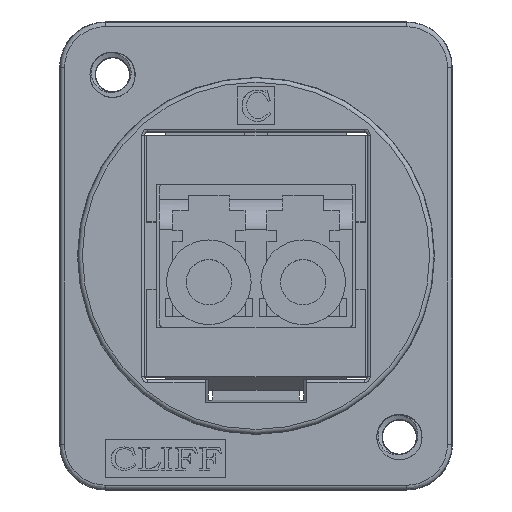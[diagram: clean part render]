
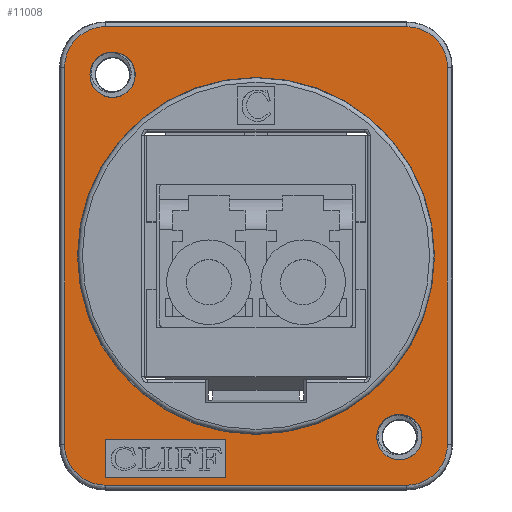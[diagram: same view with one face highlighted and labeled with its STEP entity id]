
A CAD part, top view. The second image highlights one B-rep face of the part: STEP entity #11008.
In plain terms, the highlighted planar face has unit normal (0, 0, 1).
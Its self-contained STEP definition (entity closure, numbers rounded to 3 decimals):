
#297=ELLIPSE('',#11716,2.7,2.7);
#298=ELLIPSE('',#11717,2.7,2.7);
#299=ELLIPSE('',#11718,2.7,2.7);
#300=ELLIPSE('',#11719,2.7,2.7);
#342=FACE_BOUND('',#1802,.T.);
#343=FACE_BOUND('',#1803,.T.);
#344=FACE_BOUND('',#1804,.T.);
#345=FACE_BOUND('',#1805,.T.);
#702=PLANE('',#11715);
#1218=FACE_OUTER_BOUND('',#1801,.T.);
#1801=EDGE_LOOP('',(#9494,#9495,#9496,#9497,#9498,#9499,#9500,#9501));
#1802=EDGE_LOOP('',(#9502));
#1803=EDGE_LOOP('',(#9503));
#1804=EDGE_LOOP('',(#9504,#9505,#9506,#9507));
#1805=EDGE_LOOP('',(#9508));
#2942=LINE('',#18306,#4050);
#2946=LINE('',#18314,#4054);
#2949=LINE('',#18320,#4057);
#2952=LINE('',#18325,#4060);
#2978=LINE('',#18414,#4086);
#2979=LINE('',#18418,#4087);
#2980=LINE('',#18422,#4088);
#2981=LINE('',#18425,#4089);
#4050=VECTOR('',#14003,2.5);
#4054=VECTOR('',#14009,8.);
#4057=VECTOR('',#14014,2.5);
#4060=VECTOR('',#14019,8.);
#4086=VECTOR('',#14099,24.965);
#4087=VECTOR('',#14102,19.965);
#4088=VECTOR('',#14105,24.965);
#4089=VECTOR('',#14108,19.965);
#4130=CIRCLE('',#11136,1.5);
#4132=CIRCLE('',#11139,1.5);
#4225=CIRCLE('',#11505,11.823);
#4338=VERTEX_POINT('',#14444);
#4340=VERTEX_POINT('',#14450);
#4879=VERTEX_POINT('',#16214);
#5195=VERTEX_POINT('',#18304);
#5196=VERTEX_POINT('',#18305);
#5199=VERTEX_POINT('',#18313);
#5201=VERTEX_POINT('',#18319);
#5223=VERTEX_POINT('',#18410);
#5224=VERTEX_POINT('',#18411);
#5225=VERTEX_POINT('',#18413);
#5226=VERTEX_POINT('',#18415);
#5227=VERTEX_POINT('',#18417);
#5228=VERTEX_POINT('',#18419);
#5229=VERTEX_POINT('',#18421);
#5230=VERTEX_POINT('',#18423);
#5333=EDGE_CURVE('',#4338,#4338,#4130,.T.);
#5336=EDGE_CURVE('',#4340,#4340,#4132,.T.);
#6137=EDGE_CURVE('',#4879,#4879,#4225,.T.);
#6637=EDGE_CURVE('',#5195,#5196,#2942,.T.);
#6641=EDGE_CURVE('',#5199,#5195,#2946,.T.);
#6644=EDGE_CURVE('',#5201,#5199,#2949,.T.);
#6647=EDGE_CURVE('',#5196,#5201,#2952,.T.);
#6686=EDGE_CURVE('',#5223,#5224,#297,.T.);
#6687=EDGE_CURVE('',#5225,#5223,#2978,.T.);
#6688=EDGE_CURVE('',#5226,#5225,#298,.T.);
#6689=EDGE_CURVE('',#5227,#5226,#2979,.T.);
#6690=EDGE_CURVE('',#5228,#5227,#299,.T.);
#6691=EDGE_CURVE('',#5229,#5228,#2980,.T.);
#6692=EDGE_CURVE('',#5230,#5229,#300,.T.);
#6693=EDGE_CURVE('',#5224,#5230,#2981,.T.);
#9494=ORIENTED_EDGE('',*,*,#6686,.F.);
#9495=ORIENTED_EDGE('',*,*,#6687,.F.);
#9496=ORIENTED_EDGE('',*,*,#6688,.F.);
#9497=ORIENTED_EDGE('',*,*,#6689,.F.);
#9498=ORIENTED_EDGE('',*,*,#6690,.F.);
#9499=ORIENTED_EDGE('',*,*,#6691,.F.);
#9500=ORIENTED_EDGE('',*,*,#6692,.F.);
#9501=ORIENTED_EDGE('',*,*,#6693,.F.);
#9502=ORIENTED_EDGE('',*,*,#5333,.T.);
#9503=ORIENTED_EDGE('',*,*,#5336,.T.);
#9504=ORIENTED_EDGE('',*,*,#6637,.T.);
#9505=ORIENTED_EDGE('',*,*,#6647,.T.);
#9506=ORIENTED_EDGE('',*,*,#6644,.T.);
#9507=ORIENTED_EDGE('',*,*,#6641,.T.);
#9508=ORIENTED_EDGE('',*,*,#6137,.T.);
#11008=ADVANCED_FACE('',(#1218,#342,#343,#344,#345),#702,.T.);
#11136=AXIS2_PLACEMENT_3D('',#14446,#11873,#11874);
#11139=AXIS2_PLACEMENT_3D('',#14452,#11880,#11881);
#11505=AXIS2_PLACEMENT_3D('',#16215,#13296,#13297);
#11715=AXIS2_PLACEMENT_3D('',#18409,#14095,#14096);
#11716=AXIS2_PLACEMENT_3D('',#18412,#14097,#14098);
#11717=AXIS2_PLACEMENT_3D('',#18416,#14100,#14101);
#11718=AXIS2_PLACEMENT_3D('',#18420,#14103,#14104);
#11719=AXIS2_PLACEMENT_3D('',#18424,#14106,#14107);
#11873=DIRECTION('center_axis',(0.,0.,
-1.));
#11874=DIRECTION('ref_axis',(-1.,0.,0.));
#11880=DIRECTION('center_axis',(0.,0.,
-1.));
#11881=DIRECTION('ref_axis',(-1.,0.,0.));
#13296=DIRECTION('center_axis',(0.,0.,
-1.));
#13297=DIRECTION('ref_axis',(-1.,0.,0.));
#14003=DIRECTION('',(0.,1.,0.));
#14009=DIRECTION('',(-1.,0.,0.));
#14014=DIRECTION('',(0.,-1.,0.));
#14019=DIRECTION('',(1.,0.,0.));
#14095=DIRECTION('center_axis',(0.,0.,
1.));
#14096=DIRECTION('ref_axis',(1.,0.,0.));
#14097=DIRECTION('center_axis',(0.,0.,
-1.));
#14098=DIRECTION('ref_axis',(-0.707,0.707,0.));
#14099=DIRECTION('',(0.,1.,0.));
#14100=DIRECTION('center_axis',(0.,0.,
-1.));
#14101=DIRECTION('ref_axis',(-0.707,-0.707,0.));
#14102=DIRECTION('',(-1.,0.,0.));
#14103=DIRECTION('center_axis',(0.,0.,
-1.));
#14104=DIRECTION('ref_axis',(0.707,-0.707,0.));
#14105=DIRECTION('',(0.,-1.,0.));
#14106=DIRECTION('center_axis',(0.,0.,
-1.));
#14107=DIRECTION('ref_axis',(0.707,0.707,0.));
#14108=DIRECTION('',(1.,0.,0.));
#14444=CARTESIAN_POINT('',(11.,-12.,2.3));
#14446=CARTESIAN_POINT('Origin',(9.5,-12.,2.3));
#14450=CARTESIAN_POINT('',(-8.,12.,2.3));
#14452=CARTESIAN_POINT('Origin',(-9.5,12.,2.3));
#16214=CARTESIAN_POINT('',(11.823,0.,2.3));
#16215=CARTESIAN_POINT('Origin',(0.,0.,
2.3));
#18304=CARTESIAN_POINT('',(-10.,-14.683,2.3));
#18305=CARTESIAN_POINT('',(-10.,-12.183,2.3));
#18306=CARTESIAN_POINT('',(-10.,-7.341,2.3));
#18313=CARTESIAN_POINT('',(-2.,-14.683,2.3));
#18314=CARTESIAN_POINT('',(-1.,-14.683,2.3));
#18319=CARTESIAN_POINT('',(-2.,-12.183,2.3));
#18320=CARTESIAN_POINT('',(-2.,-6.091,2.3));
#18325=CARTESIAN_POINT('',(-5.,-12.183,2.3));
#18409=CARTESIAN_POINT('Origin',(0.,0.,
2.3));
#18410=CARTESIAN_POINT('',(-12.683,12.483,2.3));
#18411=CARTESIAN_POINT('',(-9.983,15.183,2.3));
#18412=CARTESIAN_POINT('Origin',(-9.982,12.482,2.3));
#18413=CARTESIAN_POINT('',(-12.683,-12.483,2.3));
#18414=CARTESIAN_POINT('',(-12.683,-7.75,2.3));
#18415=CARTESIAN_POINT('',(-9.983,-15.183,2.3));
#18416=CARTESIAN_POINT('Origin',(-9.982,-12.482,2.3));
#18417=CARTESIAN_POINT('',(9.983,-15.183,2.3));
#18418=CARTESIAN_POINT('',(6.5,-15.183,2.3));
#18419=CARTESIAN_POINT('',(12.683,-12.483,2.3));
#18420=CARTESIAN_POINT('Origin',(9.982,-12.482,2.3));
#18421=CARTESIAN_POINT('',(12.683,12.483,2.3));
#18422=CARTESIAN_POINT('',(12.683,7.75,2.3));
#18423=CARTESIAN_POINT('',(9.983,15.183,2.3));
#18424=CARTESIAN_POINT('Origin',(9.982,12.482,2.3));
#18425=CARTESIAN_POINT('',(-6.5,15.183,2.3));
